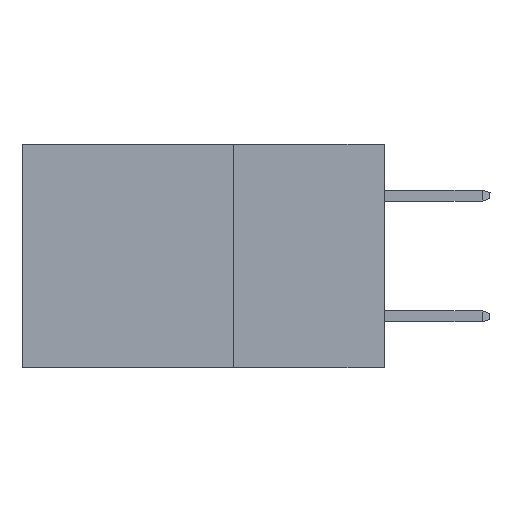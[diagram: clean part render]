
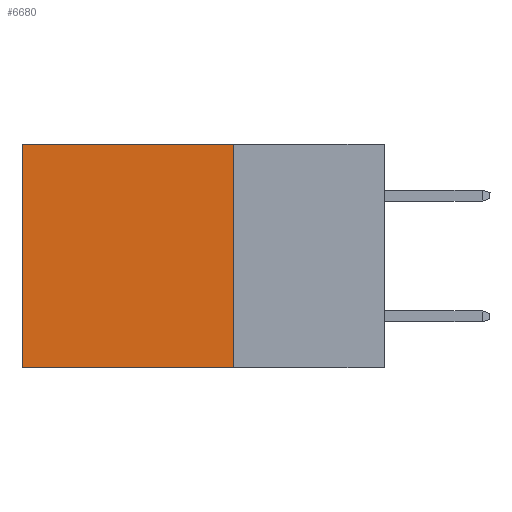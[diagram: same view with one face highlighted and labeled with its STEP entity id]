
A CAD part, left-side view. The second image highlights one B-rep face of the part: STEP entity #6680.
In plain terms, the highlighted planar face has unit normal (-1, 0, 0).
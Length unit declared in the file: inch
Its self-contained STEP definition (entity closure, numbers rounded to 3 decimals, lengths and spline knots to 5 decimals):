
#187 = CARTESIAN_POINT ( 'NONE',  ( 0.298, 0.25, -0.37 ) ) ;
#1519 = VERTEX_POINT ( 'NONE', #187 ) ;
#1582 = ORIENTED_EDGE ( 'NONE', *, *, #5075, .F. ) ;
#1585 = EDGE_LOOP ( 'NONE', ( #1883, #1582, #7960, #4747 ) ) ;
#1883 = ORIENTED_EDGE ( 'NONE', *, *, #7690, .T. ) ;
#2097 = DIRECTION ( 'NONE',  ( 0., 1., 0. ) ) ;
#2209 = LINE ( 'NONE', #3937, #3342 ) ;
#2546 = VECTOR ( 'NONE', #9110, 39.37008 ) ;
#2674 = DIRECTION ( 'NONE',  ( 0., 0., -1. ) ) ;
#3137 = VERTEX_POINT ( 'NONE', #4301 ) ;
#3237 = FACE_OUTER_BOUND ( 'NONE', #1585, .T. ) ;
#3342 = VECTOR ( 'NONE', #6926, 39.37008 ) ;
#3384 = VERTEX_POINT ( 'NONE', #3846 ) ;
#3497 = VECTOR ( 'NONE', #2097, 39.37008 ) ;
#3669 = CARTESIAN_POINT ( 'NONE',  ( 0.298, 0.25, 0. ) ) ;
#3846 = CARTESIAN_POINT ( 'NONE',  ( 0.298, 0.6, -0.37 ) ) ;
#3937 = CARTESIAN_POINT ( 'NONE',  ( 0.298, 0.25, 0. ) ) ;
#4301 = CARTESIAN_POINT ( 'NONE',  ( 0.298, 0.25, 0. ) ) ;
#4369 = PLANE ( 'NONE',  #5097 ) ;
#4681 = CARTESIAN_POINT ( 'NONE',  ( 0.298, 0.6, 0. ) ) ;
#4747 = ORIENTED_EDGE ( 'NONE', *, *, #7041, .T. ) ;
#4942 = EDGE_CURVE ( 'NONE', #3137, #1519, #9179, .T. ) ;
#5075 = EDGE_CURVE ( 'NONE', #1519, #3384, #7345, .T. ) ;
#5097 = AXIS2_PLACEMENT_3D ( 'NONE', #3669, #5167, #7310 ) ;
#5167 = DIRECTION ( 'NONE',  ( 1., 0., 0. ) ) ;
#6680 = ADVANCED_FACE ( 'NONE', ( #3237 ), #4369, .F. ) ;
#6926 = DIRECTION ( 'NONE',  ( 0., 1., 0. ) ) ;
#7041 = EDGE_CURVE ( 'NONE', #3137, #7590, #2209, .T. ) ;
#7310 = DIRECTION ( 'NONE',  ( 0., 0., -1. ) ) ;
#7345 = LINE ( 'NONE', #7757, #3497 ) ;
#7590 = VERTEX_POINT ( 'NONE', #4681 ) ;
#7638 = CARTESIAN_POINT ( 'NONE',  ( 0.298, 0.25, 0. ) ) ;
#7675 = CARTESIAN_POINT ( 'NONE',  ( 0.298, 0.6, 0. ) ) ;
#7690 = EDGE_CURVE ( 'NONE', #7590, #3384, #7746, .T. ) ;
#7746 = LINE ( 'NONE', #7675, #2546 ) ;
#7757 = CARTESIAN_POINT ( 'NONE',  ( 0.298, 0.25, -0.37 ) ) ;
#7960 = ORIENTED_EDGE ( 'NONE', *, *, #4942, .F. ) ;
#9055 = VECTOR ( 'NONE', #2674, 39.37008 ) ;
#9110 = DIRECTION ( 'NONE',  ( 0., 0., -1. ) ) ;
#9179 = LINE ( 'NONE', #7638, #9055 ) ;
